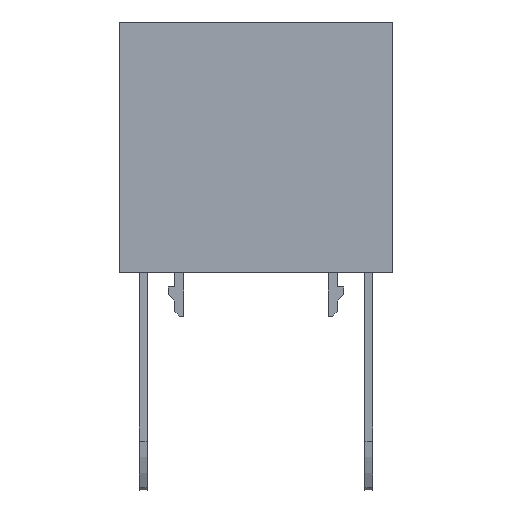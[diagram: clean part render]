
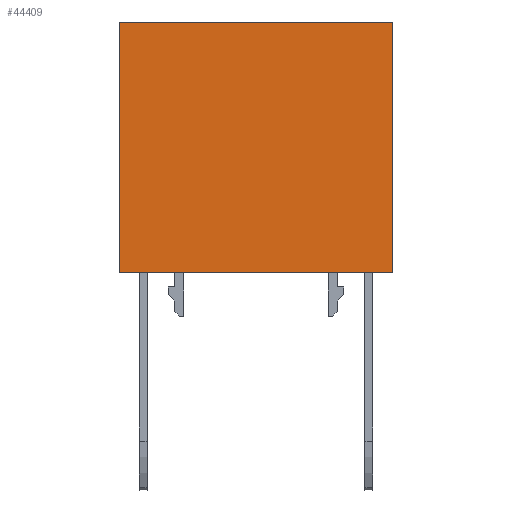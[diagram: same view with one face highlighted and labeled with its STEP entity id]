
A CAD part, front view. The second image highlights one B-rep face of the part: STEP entity #44409.
In plain terms, the highlighted planar face has unit normal (0, -1, 0).
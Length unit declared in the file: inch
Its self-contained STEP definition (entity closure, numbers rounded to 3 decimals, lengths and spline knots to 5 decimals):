
#26719=CARTESIAN_POINT('',(0.57185,-0.15748,0.54429));
#26720=VERTEX_POINT('',#26719);
#26735=CARTESIAN_POINT('',(-0.57185,-0.15748,0.54429));
#26736=VERTEX_POINT('',#26735);
#26743=CARTESIAN_POINT('',(0.57185,-0.15748,0.54429));
#26744=DIRECTION('',(-1.0,0.0,0.0));
#26745=VECTOR('',#26744,1.1437);
#26746=LINE('',#26743,#26745);
#26747=EDGE_CURVE('',#26720,#26736,#26746,.T.);
#44332=CARTESIAN_POINT('',(-0.57185,-0.15748,-0.50492));
#44333=VERTEX_POINT('',#44332);
#44341=CARTESIAN_POINT('',(0.57185,-0.15748,-0.50492));
#44342=VERTEX_POINT('',#44341);
#44349=CARTESIAN_POINT('',(-0.57185,-0.15748,-0.50492));
#44350=DIRECTION('',(1.0,0.0,0.0));
#44351=VECTOR('',#44350,1.1437);
#44352=LINE('',#44349,#44351);
#44353=EDGE_CURVE('',#44333,#44342,#44352,.T.);
#44381=CARTESIAN_POINT('',(0.57185,-0.15748,0.54429));
#44382=DIRECTION('',(0.0,0.0,-1.0));
#44383=VECTOR('',#44382,1.04921);
#44384=LINE('',#44381,#44383);
#44385=EDGE_CURVE('',#26720,#44342,#44384,.T.);
#44393=CARTESIAN_POINT('',(0.57185,-0.15748,0.0));
#44394=DIRECTION('',(0.0,-1.0,0.0));
#44395=DIRECTION('',(0.0,0.0,-1.0));
#44396=AXIS2_PLACEMENT_3D('',#44393,#44394,#44395);
#44397=PLANE('',#44396);
#44398=CARTESIAN_POINT('',(-0.57185,-0.15748,0.54429));
#44399=DIRECTION('',(0.0,0.0,-1.0));
#44400=VECTOR('',#44399,1.04921);
#44401=LINE('',#44398,#44400);
#44402=EDGE_CURVE('',#26736,#44333,#44401,.T.);
#44403=ORIENTED_EDGE('',*,*,#44402,.T.);
#44404=ORIENTED_EDGE('',*,*,#44353,.T.);
#44405=ORIENTED_EDGE('',*,*,#44385,.F.);
#44406=ORIENTED_EDGE('',*,*,#26747,.T.);
#44407=EDGE_LOOP('',(#44403,#44404,#44405,#44406));
#44408=FACE_OUTER_BOUND('',#44407,.T.);
#44409=ADVANCED_FACE('',(#44408),#44397,.T.);
